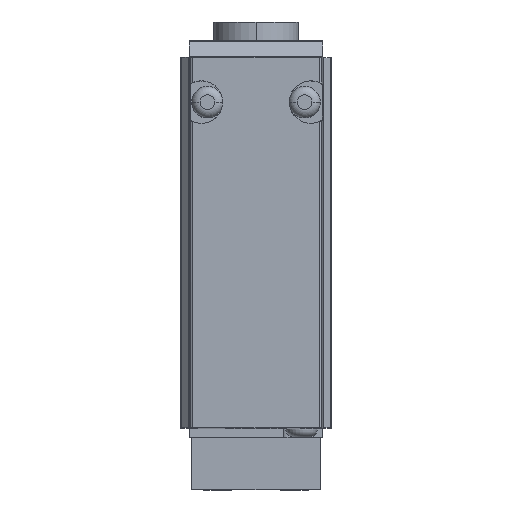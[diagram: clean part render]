
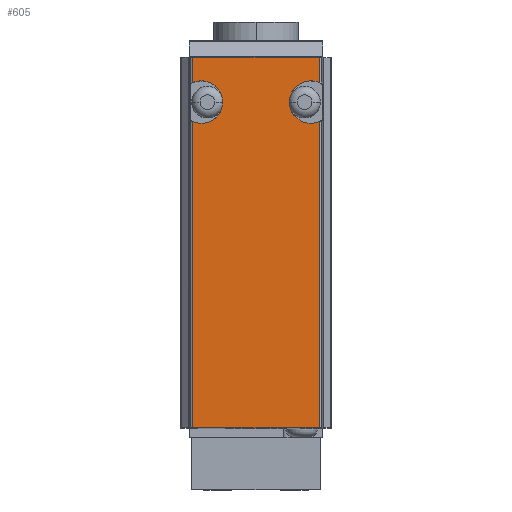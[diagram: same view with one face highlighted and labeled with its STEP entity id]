
A CAD part, top view. The second image highlights one B-rep face of the part: STEP entity #605.
In plain terms, the highlighted planar face has unit normal (0, 0, 1).
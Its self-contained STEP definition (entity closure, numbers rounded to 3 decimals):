
#79 = CARTESIAN_POINT ( 'NONE',  ( 5.222, 29.094, 93.8 ) ) ;
#605 = ADVANCED_FACE ( 'Face6', ( #2491 ), #5116, .F. ) ;
#626 = CARTESIAN_POINT ( 'NONE',  ( -5.22, 0.7, 93.8 ) ) ;
#744 = DIRECTION ( 'NONE',  ( 0., -1., 0. ) ) ;
#778 = VERTEX_POINT ( 'NONE', #2390 ) ;
#864 = VERTEX_POINT ( 'NONE', #2908 ) ;
#900 = LINE ( 'NONE', #7715, #3693 ) ;
#909 = VECTOR ( 'NONE', #3272, 1000. ) ;
#1099 = DIRECTION ( 'NONE',  ( 0., 0., 1. ) ) ;
#1112 = CARTESIAN_POINT ( 'NONE',  ( 5.222, 31.2, 93.8 ) ) ;
#1115 = VECTOR ( 'NONE', #1146, 1000. ) ;
#1146 = DIRECTION ( 'NONE',  ( 1., 0., 0. ) ) ;
#1224 = CARTESIAN_POINT ( 'NONE',  ( 5.222, 31.2, 93.8 ) ) ;
#1540 = CARTESIAN_POINT ( 'NONE',  ( -4.5, 27.5, 93.8 ) ) ;
#1676 = DIRECTION ( 'NONE',  ( 0., -1., 0. ) ) ;
#1806 = CARTESIAN_POINT ( 'NONE',  ( -5.22, 31.2, 93.8 ) ) ;
#1832 = CARTESIAN_POINT ( 'NONE',  ( -5.22, 31.2, 93.8 ) ) ;
#2033 = LINE ( 'NONE', #2119, #6166 ) ;
#2079 = EDGE_CURVE ( 'NONE', #6374, #5889, #5657, .T. ) ;
#2119 = CARTESIAN_POINT ( 'NONE',  ( 5.222, 31.2, 93.8 ) ) ;
#2348 = CARTESIAN_POINT ( 'NONE',  ( 5.222, 25.906, 93.8 ) ) ;
#2390 = CARTESIAN_POINT ( 'NONE',  ( -5.22, 31.2, 93.8 ) ) ;
#2414 = LINE ( 'NONE', #1806, #909 ) ;
#2491 = FACE_OUTER_BOUND ( 'NONE', #5270, .T. ) ;
#2542 = ORIENTED_EDGE ( 'NONE', *, *, #3562, .F. ) ;
#2660 = EDGE_CURVE ( 'Edge7', #8378, #4985, #5855, .T. ) ;
#2908 = CARTESIAN_POINT ( 'NONE',  ( -5.22, 29.095, 93.8 ) ) ;
#3013 = CARTESIAN_POINT ( 'NONE',  ( 2.75, 27.5, 93.8 ) ) ;
#3017 = LINE ( 'NONE', #1112, #8426 ) ;
#3029 = ORIENTED_EDGE ( 'NONE', *, *, #2660, .T. ) ;
#3208 = ORIENTED_EDGE ( 'NONE', *, *, #2079, .F. ) ;
#3272 = DIRECTION ( 'NONE',  ( 0., 1., 0. ) ) ;
#3543 = CARTESIAN_POINT ( 'NONE',  ( 4.5, 27.5, 93.8 ) ) ;
#3562 = EDGE_CURVE ( 'NONE', #6747, #864, #6710, .T. ) ;
#3693 = VECTOR ( 'NONE', #7764, 1000. ) ;
#3706 = AXIS2_PLACEMENT_3D ( 'NONE', #6894, #1099, #4951 ) ;
#3865 = ORIENTED_EDGE ( 'NONE', *, *, #8280, .F. ) ;
#3880 = ORIENTED_EDGE ( 'NONE', *, *, #6608, .F. ) ;
#3961 = ORIENTED_EDGE ( 'NONE', *, *, #7462, .F. ) ;
#4053 = DIRECTION ( 'NONE',  ( -1., 0., 0. ) ) ;
#4091 = AXIS2_PLACEMENT_3D ( 'NONE', #1540, #4788, #4053 ) ;
#4150 = VERTEX_POINT ( 'NONE', #1224 ) ;
#4156 = AXIS2_PLACEMENT_3D ( 'NONE', #1832, #4818, #8161 ) ;
#4448 = VERTEX_POINT ( 'NONE', #2348 ) ;
#4788 = DIRECTION ( 'NONE',  ( 0., 0., 1. ) ) ;
#4818 = DIRECTION ( 'NONE',  ( 0., 0., -1. ) ) ;
#4881 = EDGE_CURVE ( 'NONE', #864, #778, #2414, .T. ) ;
#4951 = DIRECTION ( 'NONE',  ( -1., 0., 0. ) ) ;
#4985 = VERTEX_POINT ( 'NONE', #5087 ) ;
#5087 = CARTESIAN_POINT ( 'NONE',  ( 5.222, 0.7, 93.8 ) ) ;
#5116 = PLANE ( 'NONE',  #4156 ) ;
#5221 = CARTESIAN_POINT ( 'NONE',  ( -5.22, 25.905, 93.8 ) ) ;
#5270 = EDGE_LOOP ( 'NONE', ( #2542, #3880, #3029, #3865, #3961, #3208, #6692, #6379, #6039 ) ) ;
#5494 = VECTOR ( 'NONE', #8015, 1000. ) ;
#5544 = EDGE_CURVE ( 'NONE', #4150, #6374, #2033, .T. ) ;
#5657 = CIRCLE ( 'NONE', #8440, 1.75 ) ;
#5855 = LINE ( 'NONE', #7041, #1115 ) ;
#5889 = VERTEX_POINT ( 'NONE', #3013 ) ;
#6039 = ORIENTED_EDGE ( 'NONE', *, *, #4881, .F. ) ;
#6166 = VECTOR ( 'NONE', #744, 1000. ) ;
#6370 = LINE ( 'NONE', #8415, #5494 ) ;
#6374 = VERTEX_POINT ( 'NONE', #79 ) ;
#6379 = ORIENTED_EDGE ( 'NONE', *, *, #7934, .T. ) ;
#6608 = EDGE_CURVE ( 'NONE', #8378, #6747, #900, .T. ) ;
#6692 = ORIENTED_EDGE ( 'NONE', *, *, #5544, .F. ) ;
#6710 = CIRCLE ( 'NONE', #4091, 1.75 ) ;
#6747 = VERTEX_POINT ( 'NONE', #5221 ) ;
#6870 = DIRECTION ( 'NONE',  ( -1., 0., 0. ) ) ;
#6894 = CARTESIAN_POINT ( 'NONE',  ( 4.5, 27.5, 93.8 ) ) ;
#7041 = CARTESIAN_POINT ( 'NONE',  ( 5.5, 0.7, 93.8 ) ) ;
#7462 = EDGE_CURVE ( 'NONE', #5889, #4448, #8410, .T. ) ;
#7672 = DIRECTION ( 'NONE',  ( 0., 0., 1. ) ) ;
#7715 = CARTESIAN_POINT ( 'NONE',  ( -5.22, 31.2, 93.8 ) ) ;
#7764 = DIRECTION ( 'NONE',  ( 0., 1., 0. ) ) ;
#7934 = EDGE_CURVE ( 'NONE', #4150, #778, #6370, .T. ) ;
#8015 = DIRECTION ( 'NONE',  ( -1., 0., 0. ) ) ;
#8161 = DIRECTION ( 'NONE',  ( -1., 0., 0. ) ) ;
#8280 = EDGE_CURVE ( 'NONE', #4448, #4985, #3017, .T. ) ;
#8378 = VERTEX_POINT ( 'NONE', #626 ) ;
#8410 = CIRCLE ( 'NONE', #3706, 1.75 ) ;
#8415 = CARTESIAN_POINT ( 'NONE',  ( 5.5, 31.2, 93.8 ) ) ;
#8426 = VECTOR ( 'NONE', #1676, 1000. ) ;
#8440 = AXIS2_PLACEMENT_3D ( 'NONE', #3543, #7672, #6870 ) ;
